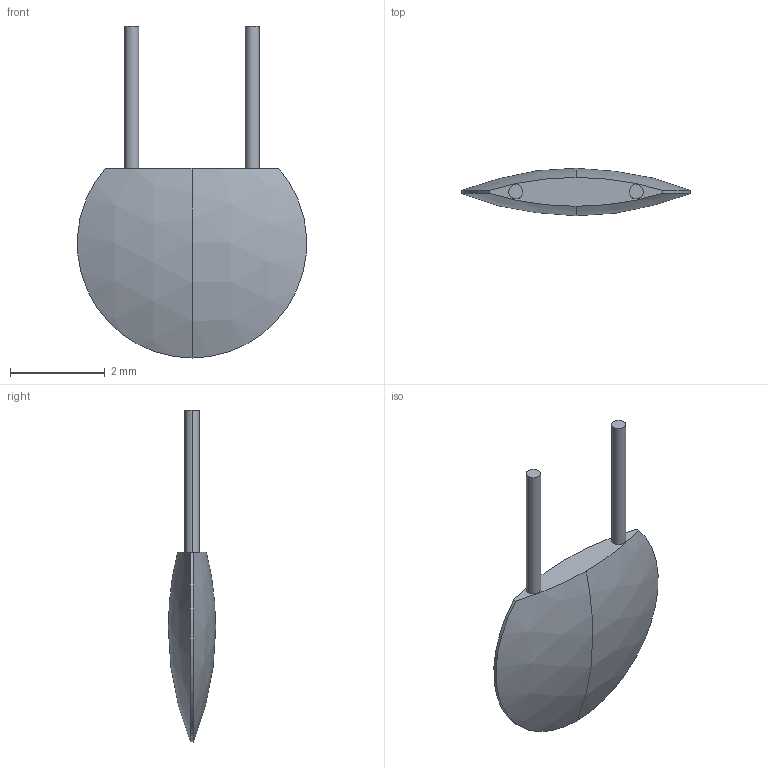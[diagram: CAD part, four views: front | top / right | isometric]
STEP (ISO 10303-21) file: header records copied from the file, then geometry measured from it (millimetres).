
FILE_DESCRIPTION (( 'STEP AP214' ), '1' );
FILE_NAME ('CAP2.54.STEP', '2011-08-14T13:31:33', ( '微软用户' ), ( '微软中国' ), 'SwSTEP 2.0', 'SolidWorks 2011', '' );
FILE_SCHEMA (( 'AUTOMOTIVE_DESIGN' ));
Length unit declared in the file: millimetre
Products named in the file (1): CAP2.54
Bounding box: 4.83 x 1 x 7 mm (x, y, z)
Volume: 9.7 mm3; surface area: 41.6 mm2
Topology: 1 solids, 1 shells, 13 faces, 27 edges, 18 vertices
Faces by surface type: cylinder 6, sphere 4, plane 3
Entity records: 472 total; most frequent: DIRECTION 75, CARTESIAN_POINT 59, ORIENTED_EDGE 54, AXIS2_PLACEMENT_3D 34, EDGE_CURVE 27, CIRCLE 20, VERTEX_POINT 18, EDGE_LOOP 15
